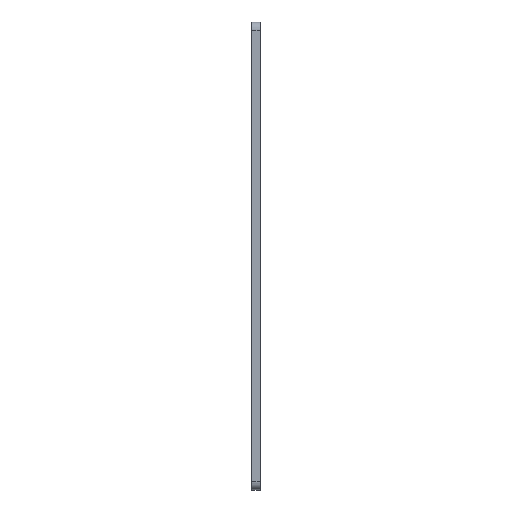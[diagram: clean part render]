
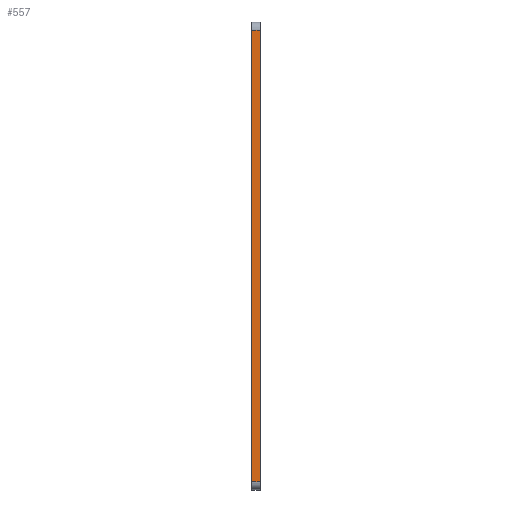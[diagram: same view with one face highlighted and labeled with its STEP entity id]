
A CAD part, left-side view. The second image highlights one B-rep face of the part: STEP entity #557.
In plain terms, the highlighted planar face has unit normal (-1, 0, 0).
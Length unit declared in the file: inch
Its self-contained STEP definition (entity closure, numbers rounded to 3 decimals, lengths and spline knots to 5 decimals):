
#7 = ORIENTED_EDGE ( 'NONE', *, *, #199, .T. ) ;
#35 = DIRECTION ( 'NONE',  ( 0., 0., -1. ) ) ;
#64 = CARTESIAN_POINT ( 'NONE',  ( -3.5, 1.1875, 3.375 ) ) ;
#80 = VERTEX_POINT ( 'NONE', #592 ) ;
#109 = CARTESIAN_POINT ( 'NONE',  ( -3.5, 1.0625, 3.375 ) ) ;
#189 = EDGE_CURVE ( 'NONE', #781, #80, #432, .T. ) ;
#199 = EDGE_CURVE ( 'NONE', #80, #476, #652, .T. ) ;
#228 = VECTOR ( 'NONE', #854, 39.37008 ) ;
#247 = LINE ( 'NONE', #315, #228 ) ;
#315 = CARTESIAN_POINT ( 'NONE',  ( -3.5, 1.1875, 3.375 ) ) ;
#317 = ORIENTED_EDGE ( 'NONE', *, *, #697, .F. ) ;
#323 = FACE_OUTER_BOUND ( 'NONE', #485, .T. ) ;
#354 = VECTOR ( 'NONE', #35, 39.37008 ) ;
#389 = VECTOR ( 'NONE', #416, 39.37008 ) ;
#408 = VECTOR ( 'NONE', #843, 39.37008 ) ;
#416 = DIRECTION ( 'NONE',  ( 0., -1., 0. ) ) ;
#432 = LINE ( 'NONE', #858, #408 ) ;
#457 = CARTESIAN_POINT ( 'NONE',  ( -3.5, 1.0625, 3.375 ) ) ;
#476 = VERTEX_POINT ( 'NONE', #924 ) ;
#484 = AXIS2_PLACEMENT_3D ( 'NONE', #788, #775, #771 ) ;
#485 = EDGE_LOOP ( 'NONE', ( #317, #897, #744, #7 ) ) ;
#557 = ADVANCED_FACE ( 'NONE', ( #323 ), #796, .T. ) ;
#592 = CARTESIAN_POINT ( 'NONE',  ( -3.5, 1.1875, -3.375 ) ) ;
#624 = VERTEX_POINT ( 'NONE', #457 ) ;
#625 = LINE ( 'NONE', #109, #354 ) ;
#652 = LINE ( 'NONE', #701, #389 ) ;
#697 = EDGE_CURVE ( 'NONE', #624, #476, #625, .T. ) ;
#701 = CARTESIAN_POINT ( 'NONE',  ( -3.5, 1.1875, -3.375 ) ) ;
#744 = ORIENTED_EDGE ( 'NONE', *, *, #189, .T. ) ;
#771 = DIRECTION ( 'NONE',  ( 0., 0., 1. ) ) ;
#775 = DIRECTION ( 'NONE',  ( -1., 0., 0. ) ) ;
#781 = VERTEX_POINT ( 'NONE', #64 ) ;
#788 = CARTESIAN_POINT ( 'NONE',  ( -3.5, 1.1875, 3.375 ) ) ;
#796 = PLANE ( 'NONE',  #484 ) ;
#843 = DIRECTION ( 'NONE',  ( 0., 0., -1. ) ) ;
#854 = DIRECTION ( 'NONE',  ( 0., -1., 0. ) ) ;
#858 = CARTESIAN_POINT ( 'NONE',  ( -3.5, 1.1875, 3.375 ) ) ;
#897 = ORIENTED_EDGE ( 'NONE', *, *, #928, .F. ) ;
#924 = CARTESIAN_POINT ( 'NONE',  ( -3.5, 1.0625, -3.375 ) ) ;
#928 = EDGE_CURVE ( 'NONE', #781, #624, #247, .T. ) ;
